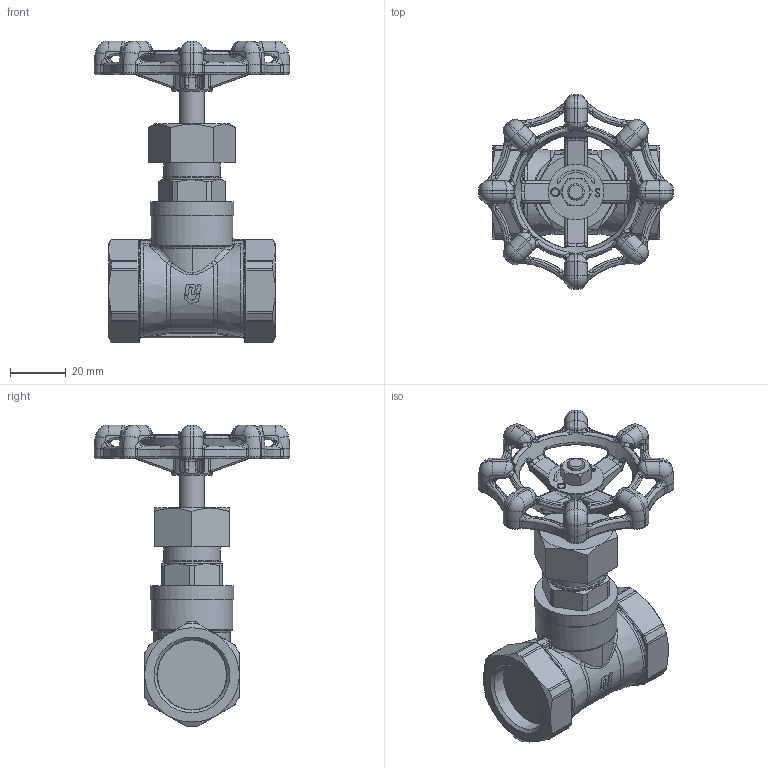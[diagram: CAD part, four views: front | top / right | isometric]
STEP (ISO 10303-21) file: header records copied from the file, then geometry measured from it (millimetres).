
FILE_DESCRIPTION(('HOOPS Exchange Step'),'2;1');
FILE_NAME('AV11_DN20.stp','2026-01-29T15:40:42+01:00',('nieru'),('Unknown organisation'),'HOOPS Exchange 2024.2','HOOPS Exchange','Unknown authorisation');
FILE_SCHEMA( ('AP203_CONFIGURATION_CONTROLLED_3D_DESIGN_OF_MECHANICAL_PARTS_AND_ASSEMBLIES_MIM_LF') );
Length unit declared in the file: millimetre
Products named in the file (2): 0; root
Assembly tree (1 placements, depth 2):
  root
    0
Bounding box: 70.16 x 70.16 x 108.38 mm (x, y, z)
Volume: 83228.9 mm3; surface area: 25041.6 mm2
Topology: 3 solids, 4 shells, 2043 faces, 4962 edges, 2873 vertices
Faces by surface type: bspline 910, cylinder 493, torus 333, plane 274, cone 29, sphere 4
Full cylindrical faces by diameter (mm): 6 x1, 6.633 x1, 9 x1, 10 x1, 15 x1, 20 x1, 20.382 x1, 21 x1, 29.4 x1, 30 x1
Entity records: 138938 total; most frequent: CARTESIAN_POINT 96499, ORIENTED_EDGE 9818, DIRECTION 7394, EDGE_CURVE 4909, AXIS2_PLACEMENT_3D 3211, VERTEX_POINT 2873, EDGE_LOOP 2068, FACE_BOUND 2068
